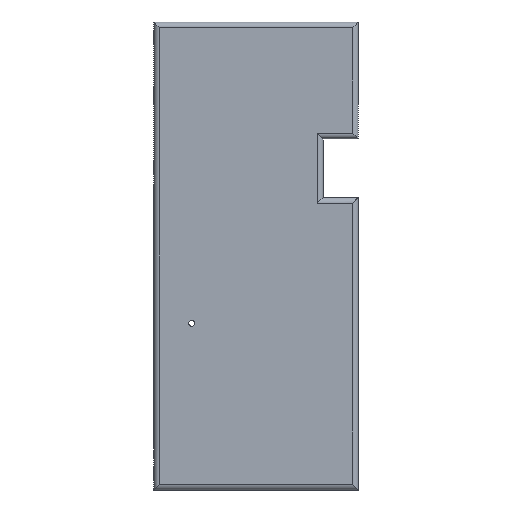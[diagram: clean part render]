
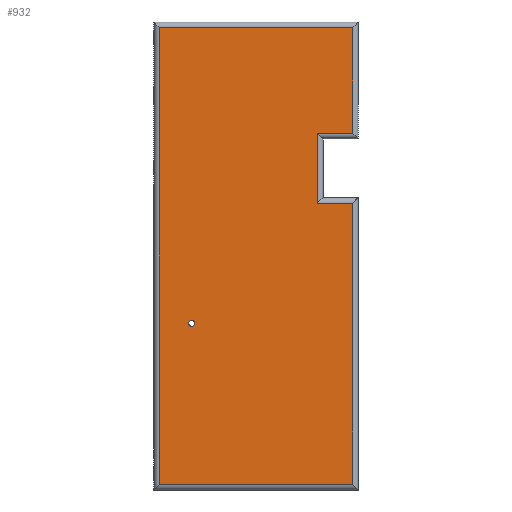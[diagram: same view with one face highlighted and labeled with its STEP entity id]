
A CAD part, left-side view. The second image highlights one B-rep face of the part: STEP entity #932.
In plain terms, the highlighted planar face has unit normal (-1, 0, 0).
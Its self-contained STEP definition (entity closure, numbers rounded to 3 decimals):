
#115 = VERTEX_POINT('',#116);
#116 = CARTESIAN_POINT('',(0.,2.,2.));
#123 = EDGE_CURVE('',#115,#124,#126,.T.);
#124 = VERTEX_POINT('',#125);
#125 = CARTESIAN_POINT('',(0.,2.,98.));
#126 = LINE('',#127,#128);
#127 = CARTESIAN_POINT('',(0.,2.,0.));
#128 = VECTOR('',#129,1.);
#129 = DIRECTION('',(0.,0.,1.));
#229 = VERTEX_POINT('',#230);
#230 = CARTESIAN_POINT('',(0.,68.,2.));
#237 = EDGE_CURVE('',#229,#115,#238,.T.);
#238 = LINE('',#239,#240);
#239 = CARTESIAN_POINT('',(0.,70.,2.));
#240 = VECTOR('',#241,1.);
#241 = DIRECTION('',(0.,-1.,0.));
#932 = ADVANCED_FACE('',(#933,#983),#994,.F.);
#933 = FACE_BOUND('',#934,.F.);
#934 = EDGE_LOOP('',(#935,#936,#944,#952,#960,#968,#976,#982));
#935 = ORIENTED_EDGE('',*,*,#237,.F.);
#936 = ORIENTED_EDGE('',*,*,#937,.T.);
#937 = EDGE_CURVE('',#229,#938,#940,.T.);
#938 = VERTEX_POINT('',#939);
#939 = CARTESIAN_POINT('',(0.,68.,158.));
#940 = LINE('',#941,#942);
#941 = CARTESIAN_POINT('',(0.,68.,0.));
#942 = VECTOR('',#943,1.);
#943 = DIRECTION('',(0.,0.,1.));
#944 = ORIENTED_EDGE('',*,*,#945,.T.);
#945 = EDGE_CURVE('',#938,#946,#948,.T.);
#946 = VERTEX_POINT('',#947);
#947 = CARTESIAN_POINT('',(0.,2.,158.));
#948 = LINE('',#949,#950);
#949 = CARTESIAN_POINT('',(0.,70.,158.));
#950 = VECTOR('',#951,1.);
#951 = DIRECTION('',(0.,-1.,0.));
#952 = ORIENTED_EDGE('',*,*,#953,.F.);
#953 = EDGE_CURVE('',#954,#946,#956,.T.);
#954 = VERTEX_POINT('',#955);
#955 = CARTESIAN_POINT('',(0.,2.,122.));
#956 = LINE('',#957,#958);
#957 = CARTESIAN_POINT('',(0.,2.,120.));
#958 = VECTOR('',#959,1.);
#959 = DIRECTION('',(0.,0.,1.));
#960 = ORIENTED_EDGE('',*,*,#961,.F.);
#961 = EDGE_CURVE('',#962,#954,#964,.T.);
#962 = VERTEX_POINT('',#963);
#963 = CARTESIAN_POINT('',(0.,14.,122.));
#964 = LINE('',#965,#966);
#965 = CARTESIAN_POINT('',(0.,12.,122.));
#966 = VECTOR('',#967,1.);
#967 = DIRECTION('',(0.,-1.,0.));
#968 = ORIENTED_EDGE('',*,*,#969,.F.);
#969 = EDGE_CURVE('',#970,#962,#972,.T.);
#970 = VERTEX_POINT('',#971);
#971 = CARTESIAN_POINT('',(0.,14.,98.));
#972 = LINE('',#973,#974);
#973 = CARTESIAN_POINT('',(0.,14.,100.));
#974 = VECTOR('',#975,1.);
#975 = DIRECTION('',(0.,0.,1.));
#976 = ORIENTED_EDGE('',*,*,#977,.F.);
#977 = EDGE_CURVE('',#124,#970,#978,.T.);
#978 = LINE('',#979,#980);
#979 = CARTESIAN_POINT('',(0.,0.,98.));
#980 = VECTOR('',#981,1.);
#981 = DIRECTION('',(0.,1.,0.));
#982 = ORIENTED_EDGE('',*,*,#123,.F.);
#983 = FACE_BOUND('',#984,.F.);
#984 = EDGE_LOOP('',(#985));
#985 = ORIENTED_EDGE('',*,*,#986,.F.);
#986 = EDGE_CURVE('',#987,#987,#989,.T.);
#987 = VERTEX_POINT('',#988);
#988 = CARTESIAN_POINT('',(0.,58.,57.));
#989 = CIRCLE('',#990,1.);
#990 = AXIS2_PLACEMENT_3D('',#991,#992,#993);
#991 = CARTESIAN_POINT('',(0.,57.,57.));
#992 = DIRECTION('',(1.,0.,0.));
#993 = DIRECTION('',(-0.,1.,0.));
#994 = PLANE('',#995);
#995 = AXIS2_PLACEMENT_3D('',#996,#997,#998);
#996 = CARTESIAN_POINT('',(0.,70.,0.));
#997 = DIRECTION('',(1.,0.,0.));
#998 = DIRECTION('',(0.,-1.,0.));
